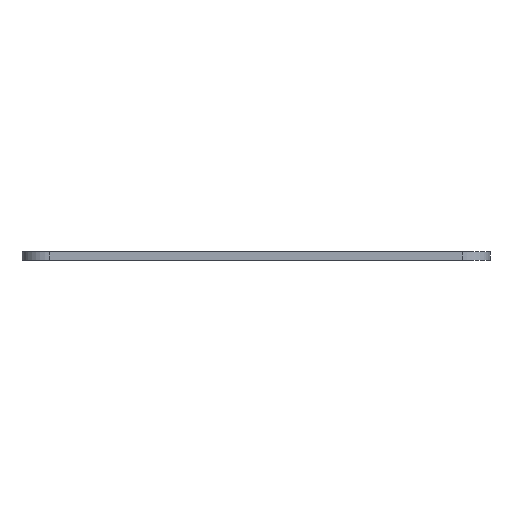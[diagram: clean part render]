
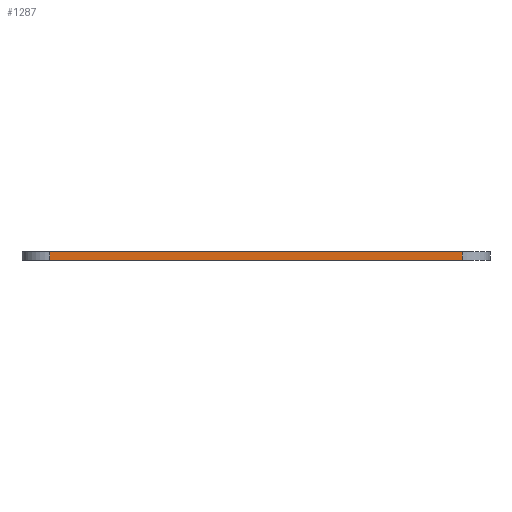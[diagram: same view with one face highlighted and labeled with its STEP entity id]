
A CAD part, left-side view. The second image highlights one B-rep face of the part: STEP entity #1287.
In plain terms, the highlighted planar face has unit normal (-1, 0, 0).
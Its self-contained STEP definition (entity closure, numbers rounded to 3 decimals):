
#43=PLANE('',#1373);
#79=FACE_OUTER_BOUND('',#145,.T.);
#145=EDGE_LOOP('',(#877,#878,#879,#880));
#231=LINE('',#1914,#359);
#232=LINE('',#1917,#360);
#233=LINE('',#1919,#361);
#234=LINE('',#1920,#362);
#359=VECTOR('',#1519,10.);
#360=VECTOR('',#1522,10.);
#361=VECTOR('',#1523,10.);
#362=VECTOR('',#1524,10.);
#551=VERTEX_POINT('',#1907);
#554=VERTEX_POINT('',#1912);
#555=VERTEX_POINT('',#1916);
#556=VERTEX_POINT('',#1918);
#683=EDGE_CURVE('',#554,#551,#231,.T.);
#684=EDGE_CURVE('',#554,#555,#232,.T.);
#685=EDGE_CURVE('',#556,#555,#233,.T.);
#686=EDGE_CURVE('',#551,#556,#234,.T.);
#877=ORIENTED_EDGE('',*,*,#683,.F.);
#878=ORIENTED_EDGE('',*,*,#684,.T.);
#879=ORIENTED_EDGE('',*,*,#685,.F.);
#880=ORIENTED_EDGE('',*,*,#686,.F.);
#1287=ADVANCED_FACE('',(#79),#43,.T.);
#1373=AXIS2_PLACEMENT_3D('',#1915,#1520,#1521);
#1519=DIRECTION('',(0.,0.,1.));
#1520=DIRECTION('center_axis',(-1.,0.,0.));
#1521=DIRECTION('ref_axis',(0.,-1.,0.));
#1522=DIRECTION('',(0.,-1.,0.));
#1523=DIRECTION('',(0.,0.,-1.));
#1524=DIRECTION('',(0.,-1.,0.));
#1907=CARTESIAN_POINT('',(-10.555,30.704,1.5));
#1912=CARTESIAN_POINT('',(-10.555,30.704,0.));
#1914=CARTESIAN_POINT('',(-10.555,30.704,0.));
#1915=CARTESIAN_POINT('Origin',(-10.555,35.704,0.));
#1916=CARTESIAN_POINT('',(-10.555,-43.596,0.));
#1917=CARTESIAN_POINT('',(-10.555,35.704,0.));
#1918=CARTESIAN_POINT('',(-10.555,-43.596,1.5));
#1919=CARTESIAN_POINT('',(-10.555,-43.596,0.));
#1920=CARTESIAN_POINT('',(-10.555,35.704,1.5));
